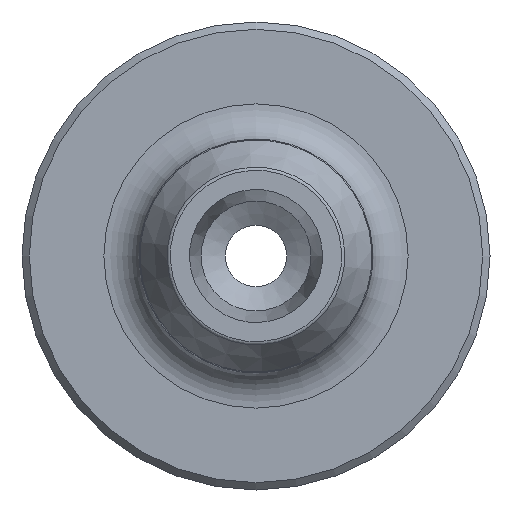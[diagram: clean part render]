
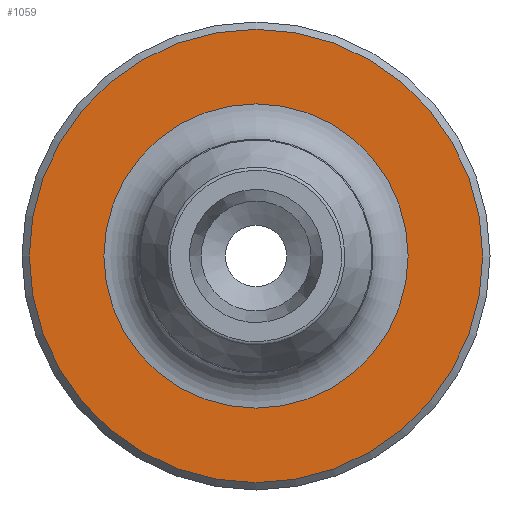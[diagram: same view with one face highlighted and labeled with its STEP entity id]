
A CAD part, front view. The second image highlights one B-rep face of the part: STEP entity #1059.
In plain terms, the highlighted face is planar.
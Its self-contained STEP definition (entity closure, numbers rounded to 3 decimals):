
#220=VERTEX_POINT('',#1682);
#221=VERTEX_POINT('',#1684);
#316=CIRCLE('',#1133,10.4);
#317=CIRCLE('',#1134,15.5);
#420=EDGE_CURVE('',#220,#220,#316,.T.);
#421=EDGE_CURVE('',#221,#221,#317,.T.);
#575=ORIENTED_EDGE('',*,*,#420,.T.);
#576=ORIENTED_EDGE('',*,*,#421,.F.);
#885=EDGE_LOOP('',(#575));
#886=EDGE_LOOP('',(#576));
#972=FACE_BOUND('',#885,.T.);
#973=FACE_BOUND('',#886,.T.);
#1059=ADVANCED_FACE('',(#972,#973),#1996,.T.);
#1132=AXIS2_PLACEMENT_3D('',#1680,#1313,$);
#1133=AXIS2_PLACEMENT_3D('',#1681,#1314,#1315);
#1134=AXIS2_PLACEMENT_3D('',#1683,#1316,#1317);
#1313=DIRECTION('',(0.,0.,-1.));
#1314=DIRECTION('',(0.,0.,1.));
#1315=DIRECTION('',(-10.4,0.,0.));
#1316=DIRECTION('',(0.,0.,1.));
#1317=DIRECTION('',(15.5,0.,0.));
#1680=CARTESIAN_POINT('',(16.15,0.,-20.));
#1681=CARTESIAN_POINT('',(0.,0.,-20.));
#1682=CARTESIAN_POINT('',(-10.4,0.,-20.));
#1683=CARTESIAN_POINT('',(0.,0.,-20.));
#1684=CARTESIAN_POINT('',(15.5,0.,-20.));
#1996=PLANE('',#1132);
